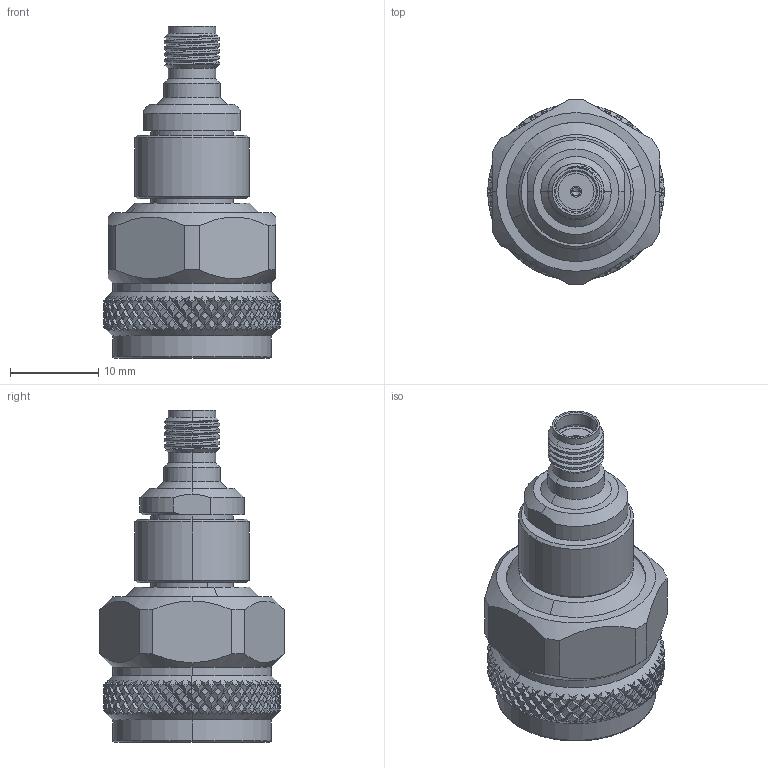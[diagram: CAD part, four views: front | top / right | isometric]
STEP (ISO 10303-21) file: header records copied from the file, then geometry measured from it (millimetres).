
FILE_DESCRIPTION (( 'STEP AP203' ), '1' );
FILE_NAME ('CT-NMSF-LN1.STEP', '2020-09-19T01:02:19', ( '' ), ( '' ), 'SwSTEP 2.0', 'SolidWorks 2020', '' );
FILE_SCHEMA (( 'CONFIG_CONTROL_DESIGN' ));
Length unit declared in the file: inch
Products named in the file (7): ____247.104____01.STEP; 6.604.F.001.STEP; N-SMA-JK.STEP; 8.034.D.030.STEP; CT-NMSF-LN1; 930.D.008.STEP; 8.034.F.004.STEP
Assembly tree (6 placements, depth 4):
  CT-NMSF-LN1
    N-SMA-JK.STEP
      6.604.F.001.STEP
        8.034.F.004.STEP
      8.034.D.030.STEP
      930.D.008.STEP
      ____247.104____01.STEP
Bounding box: 20 x 20.99 x 37.66 mm (x, y, z)
Volume: 4660.9 mm3; surface area: 4929.6 mm2
Topology: 5 solids, 5 shells, 1172 faces, 2550 edges, 1403 vertices
Faces by surface type: bspline 844, cylinder 249, cone 38, plane 37, torus 4
Entity records: 47565 total; most frequent: CARTESIAN_POINT 30371, ORIENTED_EDGE 5092, EDGE_CURVE 2546, VERTEX_POINT 1403, DIRECTION 1302, EDGE_LOOP 1193, ADVANCED_FACE 1172, FACE_OUTER_BOUND 1172
